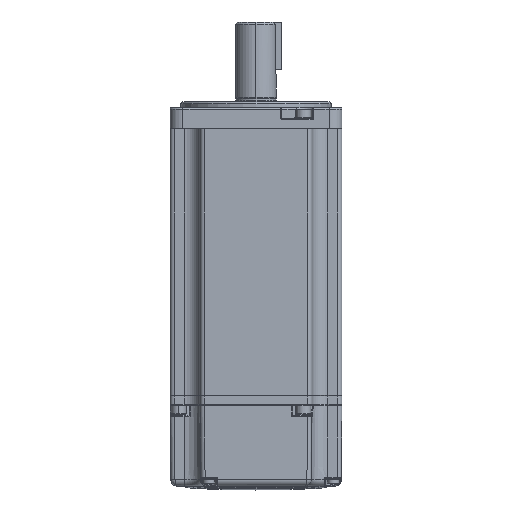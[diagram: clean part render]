
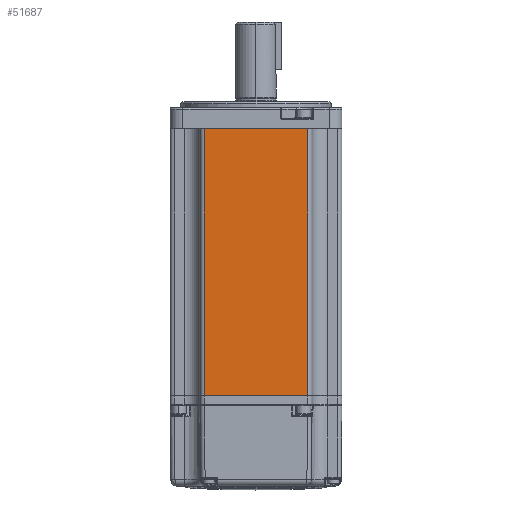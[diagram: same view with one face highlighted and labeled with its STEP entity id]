
A CAD part, front view. The second image highlights one B-rep face of the part: STEP entity #51687.
In plain terms, the highlighted planar face has unit normal (0, -1, 0).
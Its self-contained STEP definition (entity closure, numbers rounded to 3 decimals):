
#4294 = EDGE_LOOP ( 'NONE', ( #18094, #18096, #18098, #18100 ) ) ;
#14341 = LINE ( 'NONE', #27029, #14348 ) ;
#14348 = VECTOR ( 'NONE', #27048, 1000. ) ;
#14361 = LINE ( 'NONE', #27099, #14364 ) ;
#14364 = VECTOR ( 'NONE', #27102, 1000. ) ;
#18094 = ORIENTED_EDGE ( 'NONE', *, *, #25259, .T. ) ;
#18096 = ORIENTED_EDGE ( 'NONE', *, *, #29974, .T. ) ;
#18098 = ORIENTED_EDGE ( 'NONE', *, *, #25260, .T. ) ;
#18100 = ORIENTED_EDGE ( 'NONE', *, *, #29959, .T. ) ;
#25259 = EDGE_CURVE ( 'NONE', #30535, #30540, #54066, .T. ) ;
#25260 = EDGE_CURVE ( 'NONE', #30536, #30534, #54061, .T. ) ;
#27029 = CARTESIAN_POINT ( 'NONE',  ( -24., -40., 125.3 ) ) ;
#27048 = DIRECTION ( 'NONE',  ( -1., 0., 0. ) ) ;
#27099 = CARTESIAN_POINT ( 'NONE',  ( 24., -40., 1.2 ) ) ;
#27102 = DIRECTION ( 'NONE',  ( 1., 0., 0. ) ) ;
#29880 = AXIS2_PLACEMENT_3D ( 'NONE', #33308, #33316, #33317 ) ;
#29959 = EDGE_CURVE ( 'NONE', #30534, #30535, #14341, .T. ) ;
#29974 = EDGE_CURVE ( 'NONE', #30540, #30536, #14361, .T. ) ;
#30534 = VERTEX_POINT ( 'NONE', #43764 ) ;
#30535 = VERTEX_POINT ( 'NONE', #43765 ) ;
#30536 = VERTEX_POINT ( 'NONE', #43766 ) ;
#30540 = VERTEX_POINT ( 'NONE', #43770 ) ;
#33308 = CARTESIAN_POINT ( 'NONE',  ( 0., -40., 126.5 ) ) ;
#33313 = PLANE ( 'NONE',  #29880 ) ;
#33316 = DIRECTION ( 'NONE',  ( 0., 1., 0. ) ) ;
#33317 = DIRECTION ( 'NONE',  ( -1., 0., 0. ) ) ;
#38339 = CARTESIAN_POINT ( 'NONE',  ( 24., -40., 126.5 ) ) ;
#38345 = CARTESIAN_POINT ( 'NONE',  ( -24., -40., 126.5 ) ) ;
#38346 = DIRECTION ( 'NONE',  ( 0., 0., -1. ) ) ;
#38347 = DIRECTION ( 'NONE',  ( 0., 0., 1. ) ) ;
#43764 = CARTESIAN_POINT ( 'NONE',  ( 24., -40., 125.3 ) ) ;
#43765 = CARTESIAN_POINT ( 'NONE',  ( -24., -40., 125.3 ) ) ;
#43766 = CARTESIAN_POINT ( 'NONE',  ( 24., -40., 1.2 ) ) ;
#43770 = CARTESIAN_POINT ( 'NONE',  ( -24., -40., 1.2 ) ) ;
#48328 = FACE_OUTER_BOUND ( 'NONE', #4294, .T. ) ;
#51687 = ADVANCED_FACE ( 'NONE', ( #48328 ), #33313, .F. ) ;
#54061 = LINE ( 'NONE', #38339, #54071 ) ;
#54066 = LINE ( 'NONE', #38345, #54069 ) ;
#54069 = VECTOR ( 'NONE', #38346, 1000. ) ;
#54071 = VECTOR ( 'NONE', #38347, 1000. ) ;
